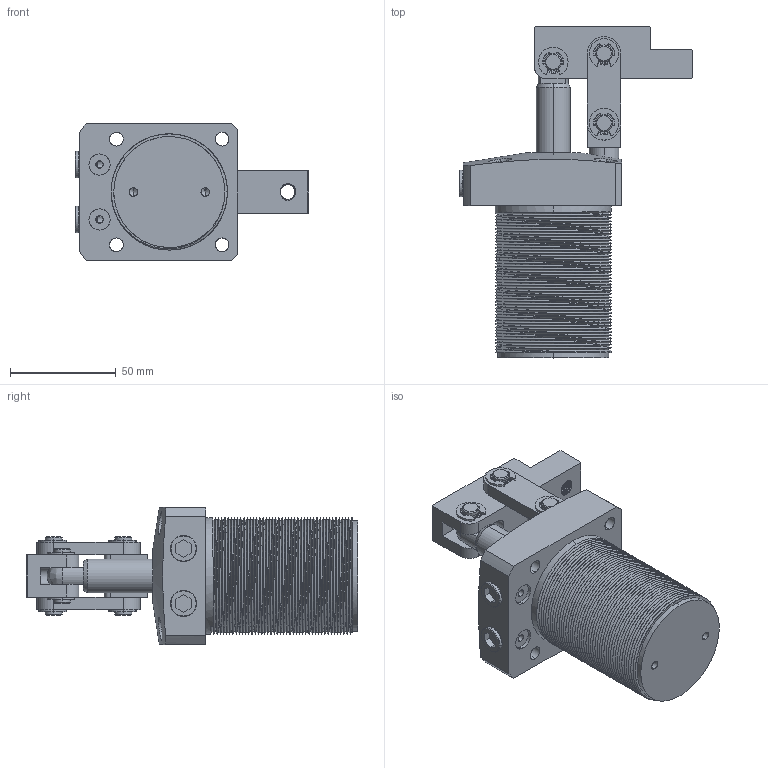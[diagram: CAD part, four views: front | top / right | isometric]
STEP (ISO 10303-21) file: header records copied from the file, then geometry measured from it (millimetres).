
FILE_DESCRIPTION (( 'STEP AP214' ), '1' );
FILE_NAME ('LHC01D-40.STEP', '2019-04-19T12:24:30', ( '' ), ( '' ), 'SwSTEP 2.0', 'SolidWorks 2016', '' );
FILE_SCHEMA (( 'AUTOMOTIVE_DESIGN' ));
Length unit declared in the file: millimetre
Products named in the file (12): CPLCU-40X; CPLCU-40DX; CPLCU-40LG; CPLCU-40YB; CPLCU-40ZCK; LHC01D40活塞杆; LHC01D-40-07; LHC01D-40; 黑芛_7; M4ningjin_4; LHC01D-40-08; LHC01D-40-05
Assembly tree (24 placements, depth 2):
  LHC01D-40
    LHC01D-40-07
    LHC01D40活塞杆
    CPLCU-40ZCK
    CPLCU-40YB
    CPLCU-40LG  x2
    CPLCU-40DX
    CPLCU-40X  x2
    LHC01D-40-05  x6
    LHC01D-40-08  x6
    M4ningjin_4
    黑芛_7  x2
Bounding box: 110.5 x 157 x 65 mm (x, y, z)
Volume: 280600.7 mm3; surface area: 86295.1 mm2
Topology: 24 solids, 24 shells, 885 faces, 2685 edges, 1872 vertices
Faces by surface type: cylinder 442, cone 184, plane 184, bspline 71, torus 4
Entity records: 70791 total; most frequent: CARTESIAN_POINT 54260, ORIENTED_EDGE 4128, DIRECTION 2233, EDGE_CURVE 2064, VERTEX_POINT 1482, B_SPLINE_CURVE_WITH_KNOTS 1221, AXIS2_PLACEMENT_3D 835, EDGE_LOOP 692
